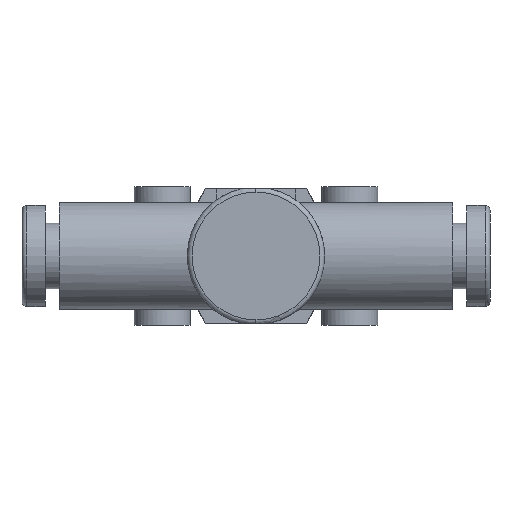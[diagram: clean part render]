
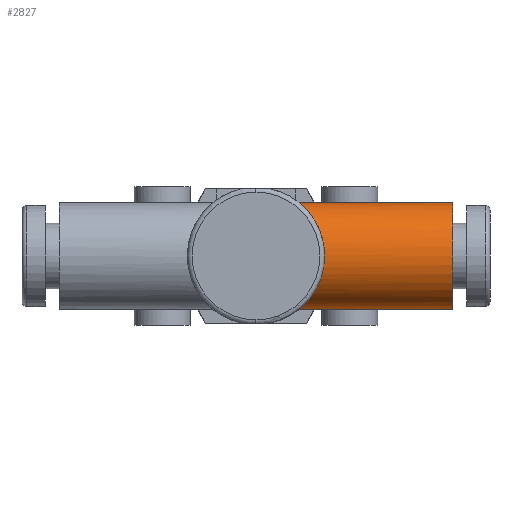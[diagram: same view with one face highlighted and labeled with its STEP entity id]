
A CAD part, front view. The second image highlights one B-rep face of the part: STEP entity #2827.
In plain terms, the highlighted cylindrical face has radius 5.7 mm (diameter 11.4 mm), a partial arc.
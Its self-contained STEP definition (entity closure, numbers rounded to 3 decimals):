
#15 = CARTESIAN_POINT ( 'NONE',  ( 4.601, 0., 5.7 ) ) ;
#226 = VECTOR ( 'NONE', #2646, 1000. ) ;
#361 = CARTESIAN_POINT ( 'NONE',  ( 6.718, -4.898, -2.938 ) ) ;
#372 = CARTESIAN_POINT ( 'NONE',  ( 6.722, -4.903, 2.93 ) ) ;
#386 = CARTESIAN_POINT ( 'NONE',  ( 4.601, 0., 5.7 ) ) ;
#640 = VERTEX_POINT ( 'NONE', #15 ) ;
#735 = CARTESIAN_POINT ( 'NONE',  ( 7.078, -5.38, -1.92 ) ) ;
#750 = CARTESIAN_POINT ( 'NONE',  ( 6.264, -4.255, 3.809 ) ) ;
#855 = CARTESIAN_POINT ( 'NONE',  ( 21., 0., 0. ) ) ;
#1041 = CARTESIAN_POINT ( 'NONE',  ( 21., 0., 0. ) ) ;
#1067 = EDGE_CURVE ( 'NONE', #3388, #4482, #1519, .T. ) ;
#1085 = CARTESIAN_POINT ( 'NONE',  ( 4.652, -0.784, -5.659 ) ) ;
#1101 = CARTESIAN_POINT ( 'NONE',  ( 7.292, -5.657, -0.796 ) ) ;
#1108 = CARTESIAN_POINT ( 'NONE',  ( 5.76, -3.474, 4.533 ) ) ;
#1410 = DIRECTION ( 'NONE',  ( 0., 0., -1. ) ) ;
#1456 = CARTESIAN_POINT ( 'NONE',  ( 4.966, -1.894, -5.388 ) ) ;
#1469 = CARTESIAN_POINT ( 'NONE',  ( 7.325, -5.7, 0.19 ) ) ;
#1486 = CARTESIAN_POINT ( 'NONE',  ( 5.258, -2.565, 5.103 ) ) ;
#1509 = ORIENTED_EDGE ( 'NONE', *, *, #1067, .F. ) ;
#1519 = CIRCLE ( 'NONE', #3979, 5.7 ) ;
#1563 = DIRECTION ( 'NONE',  ( -1., 0., 0. ) ) ;
#1828 = CARTESIAN_POINT ( 'NONE',  ( 5.424, -2.884, -4.93 ) ) ;
#1846 = CARTESIAN_POINT ( 'NONE',  ( 7.287, -5.65, 0.775 ) ) ;
#1849 = LINE ( 'NONE', #4138, #4697 ) ;
#1854 = CARTESIAN_POINT ( 'NONE',  ( 4.971, -1.89, 5.381 ) ) ;
#1933 = CARTESIAN_POINT ( 'NONE',  ( 21., 0., -5.7 ) ) ;
#1936 = FACE_OUTER_BOUND ( 'NONE', #4487, .T. ) ;
#1962 = EDGE_CURVE ( 'NONE', #3697, #640, #4413, .T. ) ;
#2042 = CARTESIAN_POINT ( 'NONE',  ( 21., 0., 5.7 ) ) ;
#2209 = CARTESIAN_POINT ( 'NONE',  ( 5.929, -3.744, -4.312 ) ) ;
#2222 = CARTESIAN_POINT ( 'NONE',  ( 7.171, -5.501, 1.544 ) ) ;
#2234 = CARTESIAN_POINT ( 'NONE',  ( 4.79, -1.347, 5.542 ) ) ;
#2585 = CARTESIAN_POINT ( 'NONE',  ( 6.424, -4.486, -3.535 ) ) ;
#2599 = CARTESIAN_POINT ( 'NONE',  ( 6.856, -5.084, 2.605 ) ) ;
#2614 = CARTESIAN_POINT ( 'NONE',  ( 4.601, -0.399, 5.7 ) ) ;
#2646 = DIRECTION ( 'NONE',  ( -1., 0., 0. ) ) ;
#2713 = CARTESIAN_POINT ( 'NONE',  ( 21., 0., -5.7 ) ) ;
#2827 = ADVANCED_FACE ( 'NONE', ( #1936 ), #3785, .T. ) ;
#2944 = CARTESIAN_POINT ( 'NONE',  ( 4.601, 0., -5.7 ) ) ;
#2964 = CARTESIAN_POINT ( 'NONE',  ( 6.852, -5.078, -2.616 ) ) ;
#2975 = CARTESIAN_POINT ( 'NONE',  ( 6.427, -4.49, 3.531 ) ) ;
#2985 = ORIENTED_EDGE ( 'NONE', *, *, #3717, .F. ) ;
#3080 = DIRECTION ( 'NONE',  ( -1., 0., 0. ) ) ;
#3317 = CARTESIAN_POINT ( 'NONE',  ( 4.601, -0.397, -5.7 ) ) ;
#3325 = CARTESIAN_POINT ( 'NONE',  ( 7.168, -5.498, -1.554 ) ) ;
#3341 = CARTESIAN_POINT ( 'NONE',  ( 5.931, -3.748, 4.309 ) ) ;
#3388 = VERTEX_POINT ( 'NONE', #2042 ) ;
#3428 = AXIS2_PLACEMENT_3D ( 'NONE', #855, #3080, #4548 ) ;
#3451 = ORIENTED_EDGE ( 'NONE', *, *, #3773, .T. ) ;
#3621 = DIRECTION ( 'NONE',  ( 1., 0., 0. ) ) ;
#3668 = CARTESIAN_POINT ( 'NONE',  ( 4.838, -1.54, -5.502 ) ) ;
#3682 = CARTESIAN_POINT ( 'NONE',  ( 7.325, -5.7, -0.398 ) ) ;
#3697 = VERTEX_POINT ( 'NONE', #4517 ) ;
#3698 = CARTESIAN_POINT ( 'NONE',  ( 5.423, -2.882, 4.931 ) ) ;
#3717 = EDGE_CURVE ( 'NONE', #4482, #3697, #4416, .T. ) ;
#3773 = EDGE_CURVE ( 'NONE', #3388, #640, #1849, .T. ) ;
#3785 = CYLINDRICAL_SURFACE ( 'NONE', #3428, 5.7 ) ;
#3815 = ORIENTED_EDGE ( 'NONE', *, *, #1962, .F. ) ;
#3979 = AXIS2_PLACEMENT_3D ( 'NONE', #1041, #3621, #1410 ) ;
#4048 = CARTESIAN_POINT ( 'NONE',  ( 5.259, -2.565, -5.103 ) ) ;
#4061 = CARTESIAN_POINT ( 'NONE',  ( 7.317, -5.69, 0.385 ) ) ;
#4072 = CARTESIAN_POINT ( 'NONE',  ( 5.039, -2.062, 5.317 ) ) ;
#4138 = CARTESIAN_POINT ( 'NONE',  ( 21., 0., 5.7 ) ) ;
#4413 = B_SPLINE_CURVE_WITH_KNOTS ( 'NONE', 3,
 ( #2944, #3317, #1085, #3668, #1456, #4048, #1828, #4430, #2209, #4804, #2585, #361, #2964, #735, #3325, #1101, #3682, #1469, #4061, #1846, #4446, #2222, #4822, #2599, #372, #2975, #750, #3341, #1108, #3698, #1486, #4072, #1854, #4458, #2234, #4830, #2614, #386 ),
 .UNSPECIFIED., .F., .F.,
 ( 4, 2, 2, 2, 2, 2, 2, 2, 2, 2, 2, 2, 2, 2, 2, 2, 2, 2, 4 ),
 ( 0.019, 0.02, 0.021, 0.022, 0.023, 0.025, 0.026, 0.027, 0.028, 0.029, 0.029, 0.03, 0.032, 0.033, 0.034, 0.035, 0.036, 0.036, 0.037 ),
 .UNSPECIFIED. ) ;
#4416 = LINE ( 'NONE', #1933, #226 ) ;
#4430 = CARTESIAN_POINT ( 'NONE',  ( 5.758, -3.472, -4.535 ) ) ;
#4446 = CARTESIAN_POINT ( 'NONE',  ( 7.263, -5.62, 0.971 ) ) ;
#4458 = CARTESIAN_POINT ( 'NONE',  ( 4.846, -1.532, 5.493 ) ) ;
#4482 = VERTEX_POINT ( 'NONE', #2713 ) ;
#4487 = EDGE_LOOP ( 'NONE', ( #2985, #1509, #3451, #3815 ) ) ;
#4517 = CARTESIAN_POINT ( 'NONE',  ( 4.601, 0., -5.7 ) ) ;
#4548 = DIRECTION ( 'NONE',  ( 0., 0., 1. ) ) ;
#4697 = VECTOR ( 'NONE', #1563, 1000. ) ;
#4804 = CARTESIAN_POINT ( 'NONE',  ( 6.261, -4.251, -3.814 ) ) ;
#4822 = CARTESIAN_POINT ( 'NONE',  ( 7.082, -5.385, 1.908 ) ) ;
#4830 = CARTESIAN_POINT ( 'NONE',  ( 4.653, -0.785, 5.659 ) ) ;
